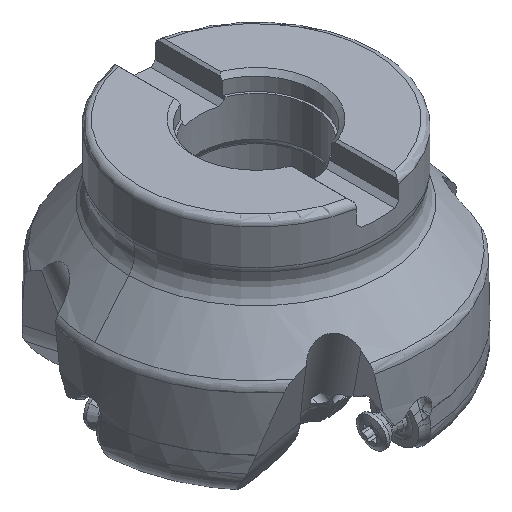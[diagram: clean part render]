
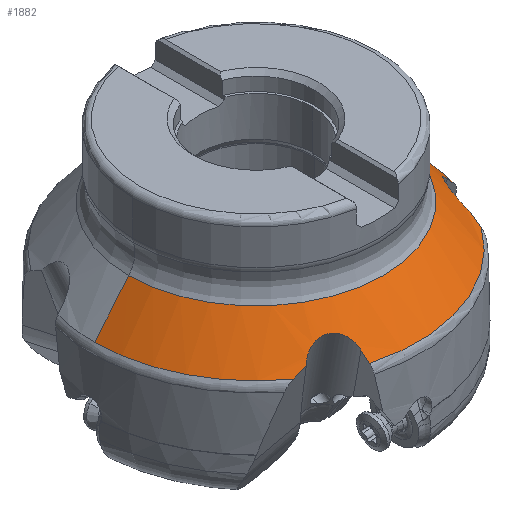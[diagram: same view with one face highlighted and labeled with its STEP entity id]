
A CAD part, isometric view. The second image highlights one B-rep face of the part: STEP entity #1882.
In plain terms, the highlighted conical face has half-angle 40 degrees and reference radius 32.537 mm.
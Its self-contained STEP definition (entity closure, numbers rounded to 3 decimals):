
#244=LINE('',#18706,#580);
#245=LINE('',#18710,#581);
#580=VECTOR('',#10972,1.);
#581=VECTOR('',#10975,1.);
#917=CONICAL_SURFACE('',#9889,32.537,40.);
#1364=FACE_OUTER_BOUND('',#2582,.T.);
#1882=ADVANCED_FACE('',(#1364),#917,.T.);
#2582=EDGE_LOOP('',(#4431,#4432,#4433,#4434,#4435,#4436,#4437,#4438,#4439,
#4440,#4441,#4442,#4443));
#3270=B_SPLINE_CURVE_WITH_KNOTS('',3,(#21007,#21008,#21009,#21010,#21011,
#21012,#21013,#21014,#21015,#21016),.UNSPECIFIED.,.F.,.F.,(4,2,2,2,4),(0.,
0.25,0.5,0.75,1.),.UNSPECIFIED.);
#3276=B_SPLINE_CURVE_WITH_KNOTS('',3,(#21167,#21168,#21169,#21170),
 .UNSPECIFIED.,.F.,.F.,(4,4),(0.,1.),.UNSPECIFIED.);
#3320=B_SPLINE_CURVE_WITH_KNOTS('',3,(#22328,#22329,#22330,#22331),
 .UNSPECIFIED.,.F.,.F.,(4,4),(0.,1.),.UNSPECIFIED.);
#3321=B_SPLINE_CURVE_WITH_KNOTS('',3,(#22333,#22334,#22335,#22336,#22337,
#22338,#22339,#22340,#22341,#22342),.UNSPECIFIED.,.F.,.F.,(4,2,2,2,4),(0.,
0.25,0.5,0.75,1.),.UNSPECIFIED.);
#3322=B_SPLINE_CURVE_WITH_KNOTS('',3,(#22344,#22345,#22346,#22347,#22348,
#22349),.UNSPECIFIED.,.F.,.F.,(4,1,1,4),(0.,0.333,0.667,
1.),.UNSPECIFIED.);
#3323=B_SPLINE_CURVE_WITH_KNOTS('',3,(#22353,#22354,#22355,#22356),
 .UNSPECIFIED.,.F.,.F.,(4,4),(0.,1.),.UNSPECIFIED.);
#4431=ORIENTED_EDGE('',*,*,#8038,.F.);
#4432=ORIENTED_EDGE('',*,*,#8039,.F.);
#4433=ORIENTED_EDGE('',*,*,#7854,.F.);
#4434=ORIENTED_EDGE('',*,*,#8040,.F.);
#4435=ORIENTED_EDGE('',*,*,#7852,.F.);
#4436=ORIENTED_EDGE('',*,*,#8041,.F.);
#4437=ORIENTED_EDGE('',*,*,#8042,.F.);
#4438=ORIENTED_EDGE('',*,*,#8043,.F.);
#4439=ORIENTED_EDGE('',*,*,#8044,.F.);
#4440=ORIENTED_EDGE('',*,*,#8045,.F.);
#4441=ORIENTED_EDGE('',*,*,#8046,.F.);
#4442=ORIENTED_EDGE('',*,*,#7933,.F.);
#4443=ORIENTED_EDGE('',*,*,#7942,.T.);
#6816=VERTEX_POINT('',#18705);
#6817=VERTEX_POINT('',#18707);
#6818=VERTEX_POINT('',#18709);
#6819=VERTEX_POINT('',#18711);
#6875=VERTEX_POINT('',#21017);
#6876=VERTEX_POINT('',#21018);
#6882=VERTEX_POINT('',#21166);
#6938=VERTEX_POINT('',#22323);
#6939=VERTEX_POINT('',#22327);
#6940=VERTEX_POINT('',#22332);
#6941=VERTEX_POINT('',#22343);
#6942=VERTEX_POINT('',#22350);
#6943=VERTEX_POINT('',#22352);
#7852=EDGE_CURVE('',#6816,#6817,#244,.T.);
#7854=EDGE_CURVE('',#6818,#6819,#245,.T.);
#7933=EDGE_CURVE('',#6875,#6876,#3270,.T.);
#7942=EDGE_CURVE('',#6875,#6882,#3276,.T.);
#8038=EDGE_CURVE('',#6938,#6882,#9122,.T.);
#8039=EDGE_CURVE('',#6819,#6938,#9123,.T.);
#8040=EDGE_CURVE('',#6817,#6818,#9124,.T.);
#8041=EDGE_CURVE('',#6939,#6816,#9125,.T.);
#8042=EDGE_CURVE('',#6940,#6939,#3320,.T.);
#8043=EDGE_CURVE('',#6941,#6940,#3321,.T.);
#8044=EDGE_CURVE('',#6942,#6941,#3322,.T.);
#8045=EDGE_CURVE('',#6943,#6942,#9126,.T.);
#8046=EDGE_CURVE('',#6876,#6943,#3323,.T.);
#9122=CIRCLE('',#9884,36.389);
#9123=CIRCLE('',#9885,36.389);
#9124=CIRCLE('',#9886,28.685);
#9125=CIRCLE('',#9887,36.389);
#9126=CIRCLE('',#9888,36.389);
#9884=AXIS2_PLACEMENT_3D('',#22322,#11209,#11210);
#9885=AXIS2_PLACEMENT_3D('',#22324,#11211,#11212);
#9886=AXIS2_PLACEMENT_3D('',#22325,#11213,#11214);
#9887=AXIS2_PLACEMENT_3D('',#22326,#11215,#11216);
#9888=AXIS2_PLACEMENT_3D('',#22351,#11217,#11218);
#9889=AXIS2_PLACEMENT_3D('',#22357,#11219,#11220);
#10972=DIRECTION('',(0.643,0.,0.766));
#10975=DIRECTION('',(0.643,0.,-0.766));
#11209=DIRECTION('',(0.,0.,-1.));
#11210=DIRECTION('',(1.,0.,0.));
#11211=DIRECTION('',(0.,0.,-1.));
#11212=DIRECTION('',(1.,0.,0.));
#11213=DIRECTION('',(0.,0.,1.));
#11214=DIRECTION('',(-1.,0.,0.));
#11215=DIRECTION('',(0.,0.,-1.));
#11216=DIRECTION('',(-0.581,-0.814,0.));
#11217=DIRECTION('',(0.,0.,-1.));
#11218=DIRECTION('',(0.814,-0.581,0.));
#11219=DIRECTION('',(0.,0.,-1.));
#11220=DIRECTION('',(-1.,0.,0.));
#18705=CARTESIAN_POINT('',(-36.389,0.,-25.436));
#18706=CARTESIAN_POINT('',(-36.389,0.,-25.436));
#18707=CARTESIAN_POINT('',(-28.685,0.,-16.255));
#18709=CARTESIAN_POINT('',(28.685,0.,-16.255));
#18710=CARTESIAN_POINT('',(28.685,0.,-16.255));
#18711=CARTESIAN_POINT('',(36.389,0.,-25.436));
#21007=CARTESIAN_POINT('',(33.42,-9.753,-23.559));
#21008=CARTESIAN_POINT('',(32.683,-9.846,-22.747));
#21009=CARTESIAN_POINT('',(31.922,-10.212,-22.));
#21010=CARTESIAN_POINT('',(30.521,-11.445,-20.903));
#21011=CARTESIAN_POINT('',(29.862,-12.356,-20.561));
#21012=CARTESIAN_POINT('',(29.019,-14.36,-20.634));
#21013=CARTESIAN_POINT('',(28.84,-15.442,-21.046));
#21014=CARTESIAN_POINT('',(29.011,-17.246,-22.281));
#21015=CARTESIAN_POINT('',(29.341,-17.983,-23.08));
#21016=CARTESIAN_POINT('',(29.85,-18.492,-23.915));
#21017=CARTESIAN_POINT('',(33.42,-9.753,-23.559));
#21018=CARTESIAN_POINT('',(29.85,-18.492,-23.915));
#21166=CARTESIAN_POINT('',(35.117,-9.537,-25.436));
#21167=CARTESIAN_POINT('',(33.42,-9.753,-23.559));
#21168=CARTESIAN_POINT('',(33.987,-9.681,-24.183));
#21169=CARTESIAN_POINT('',(34.553,-9.609,-24.809));
#21170=CARTESIAN_POINT('',(35.117,-9.537,-25.436));
#22322=CARTESIAN_POINT('',(0.,0.,-25.436));
#22323=CARTESIAN_POINT('',(36.389,-0.016,-25.436));
#22324=CARTESIAN_POINT('',(0.,0.,-25.436));
#22325=CARTESIAN_POINT('',(0.,0.,-16.255));
#22326=CARTESIAN_POINT('',(0.,0.,-25.436));
#22327=CARTESIAN_POINT('',(-21.146,-29.615,-25.436));
#22328=CARTESIAN_POINT('',(-18.492,-29.85,-23.915));
#22329=CARTESIAN_POINT('',(-19.387,-29.777,-24.404));
#22330=CARTESIAN_POINT('',(-20.272,-29.698,-24.912));
#22331=CARTESIAN_POINT('',(-21.146,-29.615,-25.436));
#22332=CARTESIAN_POINT('',(-18.492,-29.85,-23.915));
#22333=CARTESIAN_POINT('',(-9.753,-33.42,-23.559));
#22334=CARTESIAN_POINT('',(-9.846,-32.683,-22.747));
#22335=CARTESIAN_POINT('',(-10.212,-31.922,-22.));
#22336=CARTESIAN_POINT('',(-11.445,-30.521,-20.903));
#22337=CARTESIAN_POINT('',(-12.356,-29.862,-20.561));
#22338=CARTESIAN_POINT('',(-14.36,-29.019,-20.634));
#22339=CARTESIAN_POINT('',(-15.442,-28.84,-21.046));
#22340=CARTESIAN_POINT('',(-17.246,-29.011,-22.281));
#22341=CARTESIAN_POINT('',(-17.983,-29.341,-23.08));
#22342=CARTESIAN_POINT('',(-18.492,-29.85,-23.915));
#22343=CARTESIAN_POINT('',(-9.753,-33.42,-23.559));
#22344=CARTESIAN_POINT('',(-9.537,-35.117,-25.436));
#22345=CARTESIAN_POINT('',(-9.561,-34.927,-25.224));
#22346=CARTESIAN_POINT('',(-9.61,-34.547,-24.803));
#22347=CARTESIAN_POINT('',(-9.682,-33.981,-24.178));
#22348=CARTESIAN_POINT('',(-9.73,-33.607,-23.764));
#22349=CARTESIAN_POINT('',(-9.753,-33.42,-23.559));
#22350=CARTESIAN_POINT('',(-9.537,-35.117,-25.436));
#22351=CARTESIAN_POINT('',(0.,0.,-25.436));
#22352=CARTESIAN_POINT('',(29.615,-21.146,-25.436));
#22353=CARTESIAN_POINT('',(29.85,-18.492,-23.915));
#22354=CARTESIAN_POINT('',(29.777,-19.387,-24.404));
#22355=CARTESIAN_POINT('',(29.698,-20.272,-24.912));
#22356=CARTESIAN_POINT('',(29.615,-21.146,-25.436));
#22357=CARTESIAN_POINT('',(0.,0.,-20.845));
